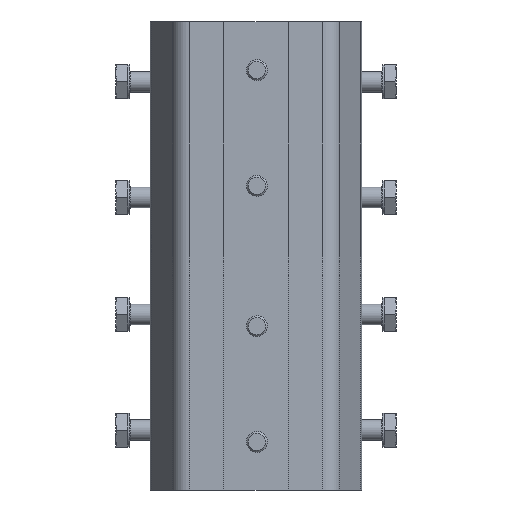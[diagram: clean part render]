
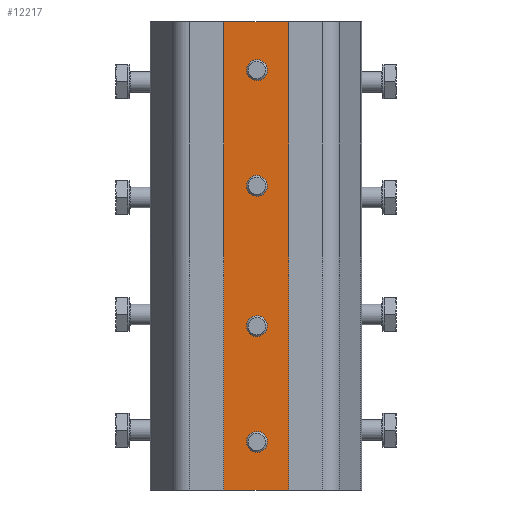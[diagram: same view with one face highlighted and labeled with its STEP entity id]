
A CAD part, front view. The second image highlights one B-rep face of the part: STEP entity #12217.
In plain terms, the highlighted planar face has unit normal (0, -1, 0).
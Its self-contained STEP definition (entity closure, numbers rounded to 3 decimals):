
#631 = FACE_OUTER_BOUND ( 'NONE', #17756, .T. ) ;
#763 = ORIENTED_EDGE ( 'NONE', *, *, #13057, .F. ) ;
#1158 = CARTESIAN_POINT ( 'NONE',  ( 93.715, -17.334, 22.432 ) ) ;
#1810 = CARTESIAN_POINT ( 'NONE',  ( 123.015, -17.334, 40.932 ) ) ;
#2004 = DIRECTION ( 'NONE',  ( -1., 0., 0. ) ) ;
#2719 = CIRCLE ( 'NONE', #38367, 3.4 ) ;
#3214 = CARTESIAN_POINT ( 'NONE',  ( 63.715, -17.334, 40.932 ) ) ;
#3255 = DIRECTION ( 'NONE',  ( 0., -1., 0. ) ) ;
#3364 = VECTOR ( 'NONE', #46863, 1000. ) ;
#5198 = EDGE_CURVE ( 'NONE', #13795, #32090, #32925, .T. ) ;
#5497 = DIRECTION ( 'NONE',  ( 0., 0., -1. ) ) ;
#5841 = DIRECTION ( 'NONE',  ( 0., -1., 0. ) ) ;
#7304 = ORIENTED_EDGE ( 'NONE', *, *, #15195, .F. ) ;
#7375 = LINE ( 'NONE', #9863, #8749 ) ;
#7427 = FACE_BOUND ( 'NONE', #26313, .T. ) ;
#7639 = DIRECTION ( 'NONE',  ( 0., -1., 0. ) ) ;
#8389 = VECTOR ( 'NONE', #40270, 1000. ) ;
#8749 = VECTOR ( 'NONE', #40365, 1000. ) ;
#9309 = EDGE_CURVE ( 'NONE', #45695, #56239, #40903, .T. ) ;
#9863 = CARTESIAN_POINT ( 'NONE',  ( 123.015, -17.334, 40.932 ) ) ;
#9869 = DIRECTION ( 'NONE',  ( 0., -1., 0. ) ) ;
#10774 = CARTESIAN_POINT ( 'NONE',  ( 93.567, -17.334, -139.068 ) ) ;
#12181 = FACE_BOUND ( 'NONE', #34055, .T. ) ;
#12217 = ADVANCED_FACE ( 'NONE', ( #7427, #12181, #13563, #35398, #631 ), #47092, .T. ) ;
#12479 = VERTEX_POINT ( 'NONE', #47653 ) ;
#12851 = AXIS2_PLACEMENT_3D ( 'NONE', #32002, #5841, #36364 ) ;
#13057 = EDGE_CURVE ( 'NONE', #21420, #31890, #7375, .T. ) ;
#13325 = EDGE_LOOP ( 'NONE', ( #7304, #40029 ) ) ;
#13563 = FACE_BOUND ( 'NONE', #51651, .T. ) ;
#13618 = DIRECTION ( 'NONE',  ( 0., -1., 0. ) ) ;
#13795 = VERTEX_POINT ( 'NONE', #18509 ) ;
#14130 = CARTESIAN_POINT ( 'NONE',  ( 93.567, -17.334, 40.932 ) ) ;
#14916 = EDGE_CURVE ( 'NONE', #27773, #20875, #22982, .T. ) ;
#15195 = EDGE_CURVE ( 'NONE', #31846, #12479, #52283, .T. ) ;
#15711 = CARTESIAN_POINT ( 'NONE',  ( 123.015, -17.334, -139.068 ) ) ;
#16223 = CIRCLE ( 'NONE', #25910, 3.4 ) ;
#16590 = CARTESIAN_POINT ( 'NONE',  ( 93.567, -17.334, 40.932 ) ) ;
#16708 = CARTESIAN_POINT ( 'NONE',  ( 93.715, -17.334, -123.968 ) ) ;
#17756 = EDGE_LOOP ( 'NONE', ( #25805, #763, #44406, #55278 ) ) ;
#18509 = CARTESIAN_POINT ( 'NONE',  ( 93.715, -17.334, -79.468 ) ) ;
#18795 = CARTESIAN_POINT ( 'NONE',  ( 93.715, -17.334, 25.832 ) ) ;
#19968 = LINE ( 'NONE', #14130, #8389 ) ;
#20355 = CARTESIAN_POINT ( 'NONE',  ( 93.715, -17.334, -76.068 ) ) ;
#20536 = ORIENTED_EDGE ( 'NONE', *, *, #46813, .F. ) ;
#20875 = VERTEX_POINT ( 'NONE', #49257 ) ;
#21205 = CARTESIAN_POINT ( 'NONE',  ( 93.715, -17.334, -22.068 ) ) ;
#21320 = EDGE_CURVE ( 'NONE', #12479, #31846, #2719, .T. ) ;
#21420 = VERTEX_POINT ( 'NONE', #1810 ) ;
#21450 = AXIS2_PLACEMENT_3D ( 'NONE', #20355, #50850, #24790 ) ;
#21614 = AXIS2_PLACEMENT_3D ( 'NONE', #16590, #51478, #25389 ) ;
#22263 = VECTOR ( 'NONE', #2004, 1000. ) ;
#22792 = AXIS2_PLACEMENT_3D ( 'NONE', #1158, #31672, #5497 ) ;
#22982 = CIRCLE ( 'NONE', #29723, 3.4 ) ;
#23985 = CARTESIAN_POINT ( 'NONE',  ( 93.715, -17.334, -18.668 ) ) ;
#24790 = DIRECTION ( 'NONE',  ( 0., 0., -1. ) ) ;
#25014 = LINE ( 'NONE', #10774, #22263 ) ;
#25389 = DIRECTION ( 'NONE',  ( 0., 0., -1. ) ) ;
#25633 = DIRECTION ( 'NONE',  ( 0., 0., -1. ) ) ;
#25805 = ORIENTED_EDGE ( 'NONE', *, *, #33809, .F. ) ;
#25910 = AXIS2_PLACEMENT_3D ( 'NONE', #29395, #3255, #33793 ) ;
#26313 = EDGE_LOOP ( 'NONE', ( #20536, #49715 ) ) ;
#27773 = VERTEX_POINT ( 'NONE', #23985 ) ;
#29395 = CARTESIAN_POINT ( 'NONE',  ( 93.715, -17.334, -120.568 ) ) ;
#29723 = AXIS2_PLACEMENT_3D ( 'NONE', #33783, #7639, #38158 ) ;
#30439 = CARTESIAN_POINT ( 'NONE',  ( 93.715, -17.334, -72.668 ) ) ;
#30500 = ORIENTED_EDGE ( 'NONE', *, *, #14916, .F. ) ;
#31672 = DIRECTION ( 'NONE',  ( 0., -1., 0. ) ) ;
#31790 = EDGE_CURVE ( 'NONE', #42499, #39328, #53058, .T. ) ;
#31846 = VERTEX_POINT ( 'NONE', #18795 ) ;
#31890 = VERTEX_POINT ( 'NONE', #15711 ) ;
#32002 = CARTESIAN_POINT ( 'NONE',  ( 93.715, -17.334, -76.068 ) ) ;
#32090 = VERTEX_POINT ( 'NONE', #30439 ) ;
#32427 = CIRCLE ( 'NONE', #12851, 3.4 ) ;
#32925 = CIRCLE ( 'NONE', #21450, 3.4 ) ;
#33783 = CARTESIAN_POINT ( 'NONE',  ( 93.715, -17.334, -22.068 ) ) ;
#33793 = DIRECTION ( 'NONE',  ( 0., 0., -1. ) ) ;
#33809 = EDGE_CURVE ( 'NONE', #31890, #56239, #25014, .T. ) ;
#34055 = EDGE_LOOP ( 'NONE', ( #37516, #34612 ) ) ;
#34612 = ORIENTED_EDGE ( 'NONE', *, *, #5198, .F. ) ;
#35398 = FACE_BOUND ( 'NONE', #13325, .T. ) ;
#35992 = CARTESIAN_POINT ( 'NONE',  ( 93.715, -17.334, -120.568 ) ) ;
#36364 = DIRECTION ( 'NONE',  ( 0., 0., -1. ) ) ;
#37516 = ORIENTED_EDGE ( 'NONE', *, *, #51977, .F. ) ;
#38158 = DIRECTION ( 'NONE',  ( 0., 0., -1. ) ) ;
#38367 = AXIS2_PLACEMENT_3D ( 'NONE', #39765, #13618, #44141 ) ;
#39328 = VERTEX_POINT ( 'NONE', #49713 ) ;
#39765 = CARTESIAN_POINT ( 'NONE',  ( 93.715, -17.334, 22.432 ) ) ;
#40029 = ORIENTED_EDGE ( 'NONE', *, *, #21320, .F. ) ;
#40270 = DIRECTION ( 'NONE',  ( -1., 0., 0. ) ) ;
#40365 = DIRECTION ( 'NONE',  ( 0., 0., -1. ) ) ;
#40373 = DIRECTION ( 'NONE',  ( 0., 0., -1. ) ) ;
#40903 = LINE ( 'NONE', #3214, #3364 ) ;
#41598 = CIRCLE ( 'NONE', #44855, 3.4 ) ;
#42499 = VERTEX_POINT ( 'NONE', #16708 ) ;
#42944 = CARTESIAN_POINT ( 'NONE',  ( 63.715, -17.334, -139.068 ) ) ;
#44141 = DIRECTION ( 'NONE',  ( 0., 0., -1. ) ) ;
#44400 = CARTESIAN_POINT ( 'NONE',  ( 63.715, -17.334, 40.932 ) ) ;
#44406 = ORIENTED_EDGE ( 'NONE', *, *, #54843, .T. ) ;
#44855 = AXIS2_PLACEMENT_3D ( 'NONE', #21205, #51712, #25633 ) ;
#44959 = EDGE_CURVE ( 'NONE', #20875, #27773, #41598, .T. ) ;
#45695 = VERTEX_POINT ( 'NONE', #44400 ) ;
#46813 = EDGE_CURVE ( 'NONE', #39328, #42499, #16223, .T. ) ;
#46863 = DIRECTION ( 'NONE',  ( 0., 0., -1. ) ) ;
#47092 = PLANE ( 'NONE',  #21614 ) ;
#47653 = CARTESIAN_POINT ( 'NONE',  ( 93.715, -17.334, 19.032 ) ) ;
#49257 = CARTESIAN_POINT ( 'NONE',  ( 93.715, -17.334, -25.468 ) ) ;
#49713 = CARTESIAN_POINT ( 'NONE',  ( 93.715, -17.334, -117.168 ) ) ;
#49715 = ORIENTED_EDGE ( 'NONE', *, *, #31790, .F. ) ;
#50288 = AXIS2_PLACEMENT_3D ( 'NONE', #35992, #9869, #40373 ) ;
#50850 = DIRECTION ( 'NONE',  ( 0., -1., 0. ) ) ;
#51478 = DIRECTION ( 'NONE',  ( 0., -1., 0. ) ) ;
#51651 = EDGE_LOOP ( 'NONE', ( #30500, #56446 ) ) ;
#51712 = DIRECTION ( 'NONE',  ( 0., -1., 0. ) ) ;
#51977 = EDGE_CURVE ( 'NONE', #32090, #13795, #32427, .T. ) ;
#52283 = CIRCLE ( 'NONE', #22792, 3.4 ) ;
#53058 = CIRCLE ( 'NONE', #50288, 3.4 ) ;
#54843 = EDGE_CURVE ( 'NONE', #21420, #45695, #19968, .T. ) ;
#55278 = ORIENTED_EDGE ( 'NONE', *, *, #9309, .T. ) ;
#56239 = VERTEX_POINT ( 'NONE', #42944 ) ;
#56446 = ORIENTED_EDGE ( 'NONE', *, *, #44959, .F. ) ;
